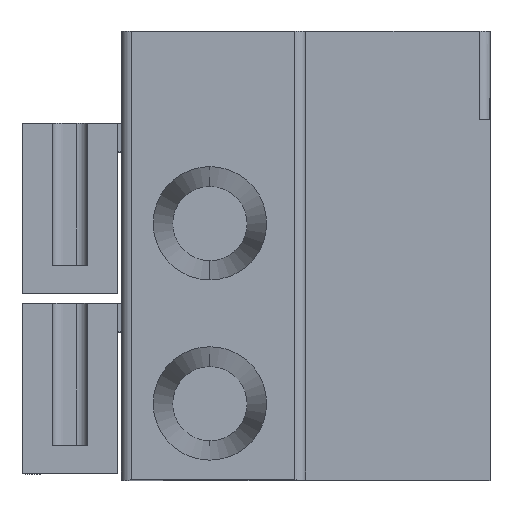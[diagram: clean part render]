
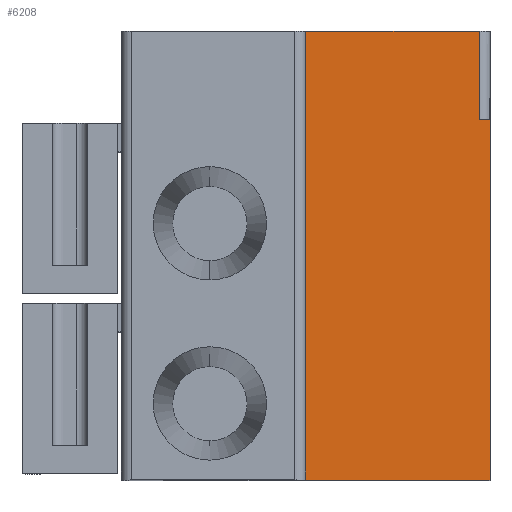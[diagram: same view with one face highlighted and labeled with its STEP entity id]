
A CAD part, top view. The second image highlights one B-rep face of the part: STEP entity #6208.
In plain terms, the highlighted planar face has unit normal (0, 0, 1).
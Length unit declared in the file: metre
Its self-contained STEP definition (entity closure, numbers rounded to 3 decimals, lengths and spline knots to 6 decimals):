
#174 = CARTESIAN_POINT ( 'NONE',  ( 0., 0.0075, 0.0068 ) ) ;
#196 = EDGE_LOOP ( 'NONE', ( #1550, #7361, #6469, #1159, #4614, #6515 ) ) ;
#397 = DIRECTION ( 'NONE',  ( 1., 0., 0. ) ) ;
#583 = VERTEX_POINT ( 'NONE', #2364 ) ;
#653 = VECTOR ( 'NONE', #2834, 1. ) ;
#878 = CARTESIAN_POINT ( 'NONE',  ( 0.0049, 0.0075, 0.0068 ) ) ;
#895 = CARTESIAN_POINT ( 'NONE',  ( 0.0052, -0.00516, 0.0068 ) ) ;
#968 = LINE ( 'NONE', #895, #6629 ) ;
#1159 = ORIENTED_EDGE ( 'NONE', *, *, #6797, .F. ) ;
#1221 = VECTOR ( 'NONE', #5433, 1. ) ;
#1507 = VECTOR ( 'NONE', #2891, 1. ) ;
#1550 = ORIENTED_EDGE ( 'NONE', *, *, #4123, .T. ) ;
#1560 = VERTEX_POINT ( 'NONE', #7207 ) ;
#2051 = DIRECTION ( 'NONE',  ( -1., 0., 0. ) ) ;
#2119 = VERTEX_POINT ( 'NONE', #5621 ) ;
#2272 = CARTESIAN_POINT ( 'NONE',  ( 0.0052, 0.005, 0.0068 ) ) ;
#2364 = CARTESIAN_POINT ( 'NONE',  ( 0.0052, 0.005, 0.0068 ) ) ;
#2397 = EDGE_CURVE ( 'NONE', #4663, #6382, #6724, .T. ) ;
#2834 = DIRECTION ( 'NONE',  ( -1., 0., 0. ) ) ;
#2840 = AXIS2_PLACEMENT_3D ( 'NONE', #6841, #5685, #397 ) ;
#2891 = DIRECTION ( 'NONE',  ( 0., 1., 0. ) ) ;
#2943 = LINE ( 'NONE', #5825, #653 ) ;
#3090 = LINE ( 'NONE', #3735, #1221 ) ;
#3148 = CARTESIAN_POINT ( 'NONE',  ( 0., -0.00516, 0.0068 ) ) ;
#3257 = EDGE_CURVE ( 'NONE', #1560, #4663, #4074, .T. ) ;
#3534 = DIRECTION ( 'NONE',  ( 0., -1., 0. ) ) ;
#3735 = CARTESIAN_POINT ( 'NONE',  ( 0., -0.00516, 0.0068 ) ) ;
#3812 = EDGE_CURVE ( 'NONE', #583, #2119, #5336, .T. ) ;
#4074 = LINE ( 'NONE', #5845, #1507 ) ;
#4123 = EDGE_CURVE ( 'NONE', #583, #1560, #2943, .T. ) ;
#4480 = FACE_OUTER_BOUND ( 'NONE', #196, .T. ) ;
#4614 = ORIENTED_EDGE ( 'NONE', *, *, #5730, .F. ) ;
#4663 = VERTEX_POINT ( 'NONE', #7035 ) ;
#4972 = VECTOR ( 'NONE', #3534, 1. ) ;
#5060 = VERTEX_POINT ( 'NONE', #3148 ) ;
#5336 = LINE ( 'NONE', #2272, #4972 ) ;
#5433 = DIRECTION ( 'NONE',  ( 0., 1., 0. ) ) ;
#5621 = CARTESIAN_POINT ( 'NONE',  ( 0.0052, -0.00516, 0.0068 ) ) ;
#5685 = DIRECTION ( 'NONE',  ( 0., 0., 1. ) ) ;
#5730 = EDGE_CURVE ( 'NONE', #2119, #5060, #968, .T. ) ;
#5825 = CARTESIAN_POINT ( 'NONE',  ( 0.0052, 0.005, 0.0068 ) ) ;
#5845 = CARTESIAN_POINT ( 'NONE',  ( 0.0049, 0.005, 0.0068 ) ) ;
#6208 = ADVANCED_FACE ( 'NONE', ( #4480 ), #6297, .T. ) ;
#6297 = PLANE ( 'NONE',  #2840 ) ;
#6382 = VERTEX_POINT ( 'NONE', #174 ) ;
#6469 = ORIENTED_EDGE ( 'NONE', *, *, #2397, .T. ) ;
#6515 = ORIENTED_EDGE ( 'NONE', *, *, #3812, .F. ) ;
#6629 = VECTOR ( 'NONE', #6733, 1. ) ;
#6724 = LINE ( 'NONE', #878, #7287 ) ;
#6733 = DIRECTION ( 'NONE',  ( -1., 0., 0. ) ) ;
#6797 = EDGE_CURVE ( 'NONE', #5060, #6382, #3090, .T. ) ;
#6841 = CARTESIAN_POINT ( 'NONE',  ( 0., 0., 0.0068 ) ) ;
#7035 = CARTESIAN_POINT ( 'NONE',  ( 0.0049, 0.0075, 0.0068 ) ) ;
#7207 = CARTESIAN_POINT ( 'NONE',  ( 0.0049, 0.005, 0.0068 ) ) ;
#7287 = VECTOR ( 'NONE', #2051, 1. ) ;
#7361 = ORIENTED_EDGE ( 'NONE', *, *, #3257, .T. ) ;
